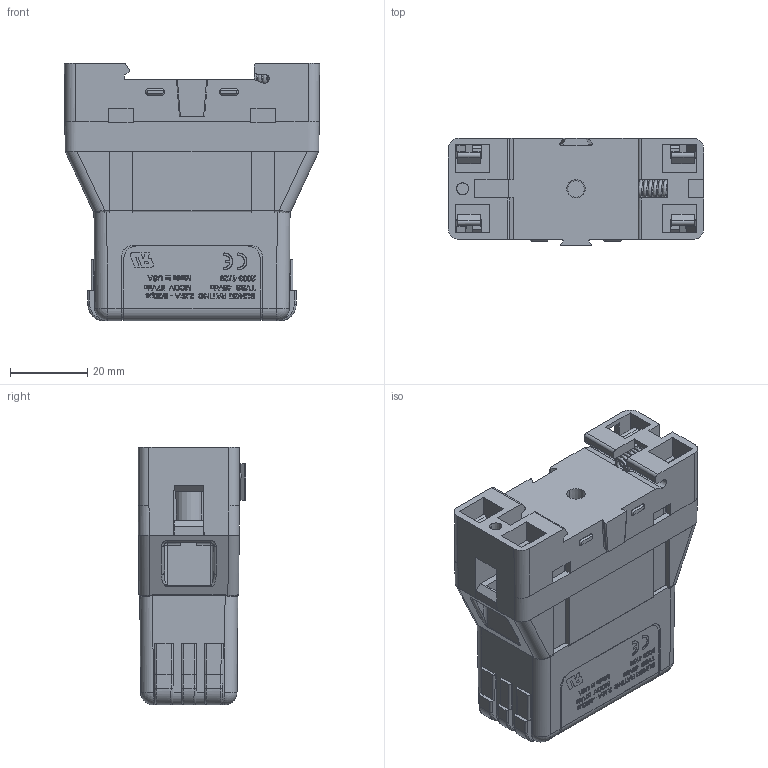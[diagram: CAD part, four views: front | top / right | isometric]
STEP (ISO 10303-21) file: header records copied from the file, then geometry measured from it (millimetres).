
FILE_DESCRIPTION (( 'STEP AP214' ), '1' );
FILE_NAME ('1101-626-E.STEP', '2019-01-24T20:12:50', ( '' ), ( '' ), 'SwSTEP 2.0', 'SolidWorks 2018', '' );
FILE_SCHEMA (( 'AUTOMOTIVE_DESIGN' ));
Length unit declared in the file: inch
Products named in the file (22): 2001-151; 3450-092; TVSS_base_top^2001-151; 2003-4068; 1101-626-E; 2003-1729; 2001-150; 2004-077; TVSS_holder_spring^2001-151; 2250-569; TVSS_base_bottom^2001-151; 1000-895_
Assembly tree (13 placements, depth 3):
  3450-092
  TVSS_base_top^2001-151
  2003-4068
  1101-626-E
    2001-151
      TVSS_holder_spring^2001-151
  2003-1729
Bounding box: 66.12 x 27.88 x 66.8 mm (x, y, z)
Volume: 44958.9 mm3; surface area: 47513.9 mm2
Topology: 8 solids, 8 shells, 4244 faces, 11624 edges, 7653 vertices
Faces by surface type: plane 2800, bspline 1046, cylinder 298, cone 64, sphere 26, torus 10
Entity records: 237661 total; most frequent: CARTESIAN_POINT 92903, ORIENTED_EDGE 23214, DIRECTION 16169, EDGE_CURVE 11607, LINE 8715, VECTOR 8715, VERTEX_POINT 7645, EDGE_LOOP 4564
